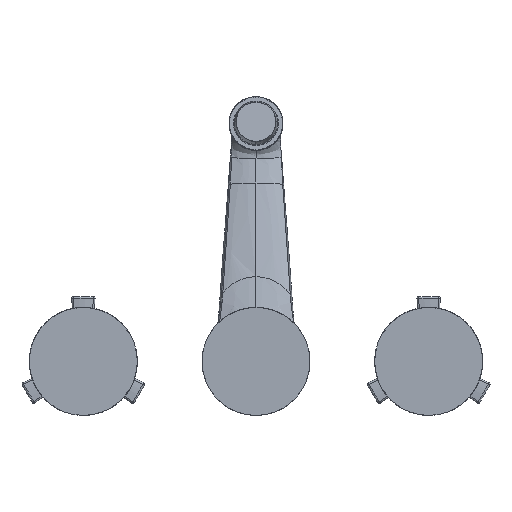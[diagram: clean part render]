
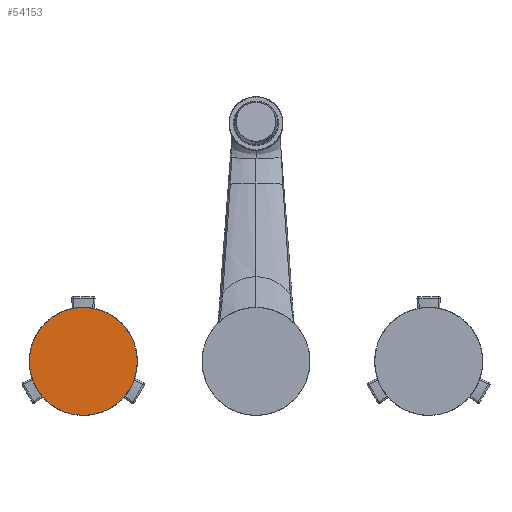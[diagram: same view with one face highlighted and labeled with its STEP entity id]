
A CAD part, front view. The second image highlights one B-rep face of the part: STEP entity #54153.
In plain terms, the highlighted planar face has unit normal (0, -1, 0).
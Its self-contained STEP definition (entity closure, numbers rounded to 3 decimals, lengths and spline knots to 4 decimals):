
#40239=CARTESIAN_POINT('',(-4.,0.,0.));
#40240=DIRECTION('',(0.,1.,0.));
#40241=DIRECTION('',(-1.,0.,0.));
#40242=AXIS2_PLACEMENT_3D('',#40239,#40240,#40241);
#40244=CARTESIAN_POINT('',(-4.,0.,0.));
#40245=DIRECTION('',(0.,1.,0.));
#40246=DIRECTION('',(1.,0.,0.));
#40247=AXIS2_PLACEMENT_3D('',#40244,#40245,#40246);
#42416=CARTESIAN_POINT('',(-5.25,0.,0.));
#42417=CARTESIAN_POINT('',(-2.75,0.,0.));
#42418=VERTEX_POINT('',#42416);
#42419=VERTEX_POINT('',#42417);
#54144=CARTESIAN_POINT('',(-4.,0.,0.));
#54145=DIRECTION('',(0.,1.,0.));
#54146=DIRECTION('',(-1.,0.,0.));
#54147=AXIS2_PLACEMENT_3D('',#54144,#54145,#54146);
#54148=PLANE('',#54147);
#54149=ORIENTED_EDGE('',*,*,#54123,.T.);
#54150=ORIENTED_EDGE('',*,*,#54139,.T.);
#54151=EDGE_LOOP('',(#54149,#54150));
#54152=FACE_OUTER_BOUND('',#54151,.F.);
#54153=ADVANCED_FACE('',(#54152),#54148,.F.);
#40243=CIRCLE('',#40242,1.25);
#40248=CIRCLE('',#40247,1.25);
#54123=EDGE_CURVE('',#42418,#42419,#40243,.T.);
#54139=EDGE_CURVE('',#42419,#42418,#40248,.T.);
